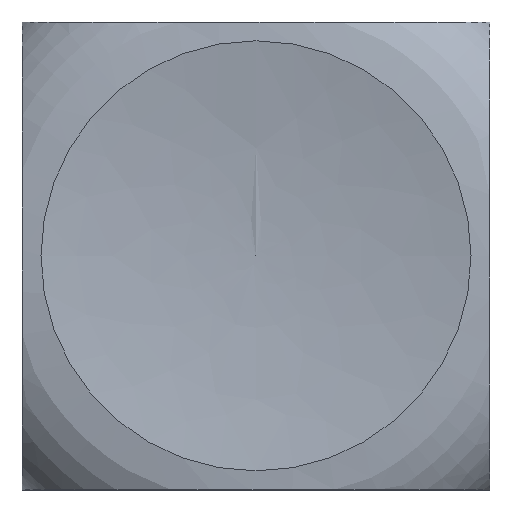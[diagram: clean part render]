
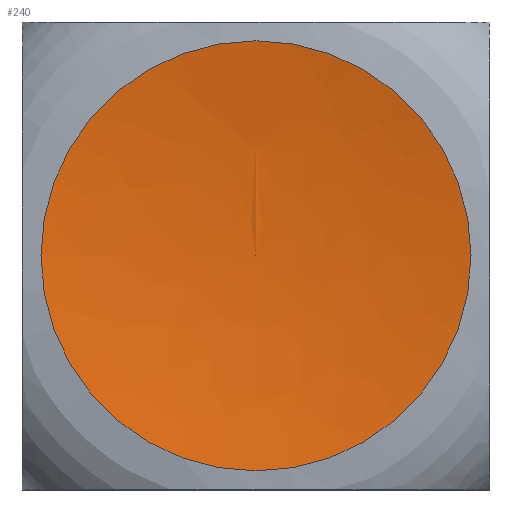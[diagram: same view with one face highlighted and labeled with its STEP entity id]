
A CAD part, top view. The second image highlights one B-rep face of the part: STEP entity #240.
In plain terms, the highlighted free-form (B-spline) face has degree [3, 3] with [4, 7] control points.
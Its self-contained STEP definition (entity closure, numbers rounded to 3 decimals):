
#240 = ADVANCED_FACE( '', ( #500, #501 ), #502, .F. );
#500 = FACE_OUTER_BOUND( '', #779, .T. );
#501 = FACE_BOUND( '', #780, .T. );
#502 = ( BOUNDED_SURFACE(  )B_SPLINE_SURFACE( 3, 3, ( ( #783, #784, #785, #786, #787, #788, #789 ), ( #790, #791, #792, #793, #794, #795, #796 ), ( #797, #798, #799, #800, #801, #802, #803 ), ( #804, #805, #806, #807, #808, #809, #810 ) ), .UNSPECIFIED., .F., .T., .F. )B_SPLINE_SURFACE_WITH_KNOTS( ( 4, 4 ), ( 4, 3, 4 ), ( 0., 6.283 ), ( 1.396, 1.484, 1.571 ), .UNSPECIFIED. )GEOMETRIC_REPRESENTATION_ITEM(  )RATIONAL_B_SPLINE_SURFACE( ( ( 1., 0.333, 0.333, 1., 0.333, 0.333, 1. ), ( 0.997, 0.332, 0.332, 0.997, 0.332, 0.332, 0.997 ), ( 0.997, 0.332, 0.332, 0.997, 0.332, 0.332, 0.997 ), ( 1., 0.333, 0.333, 1., 0.333, 0.333, 1. ) ) )REPRESENTATION_ITEM( '' )SURFACE(  ) );
#779 = EDGE_LOOP( '', ( #1363 ) );
#780 = VERTEX_LOOP( '', #1364 );
#783 = CARTESIAN_POINT( '', ( 0., 0., 5.2 ) );
#784 = CARTESIAN_POINT( '', ( 0., 0., 5.2 ) );
#785 = CARTESIAN_POINT( '', ( 0., 0., 5.2 ) );
#786 = CARTESIAN_POINT( '', ( 0., 0., 5.2 ) );
#787 = CARTESIAN_POINT( '', ( 0., 0., 5.2 ) );
#788 = CARTESIAN_POINT( '', ( 0., 0., 5.2 ) );
#789 = CARTESIAN_POINT( '', ( 0., 0., 5.2 ) );
#790 = CARTESIAN_POINT( '', ( 0., 2.684, 5.2 ) );
#791 = CARTESIAN_POINT( '', ( 5.367, 2.684, 5.2 ) );
#792 = CARTESIAN_POINT( '', ( 5.367, -2.684, 5.2 ) );
#793 = CARTESIAN_POINT( '', ( 0., -2.684, 5.2 ) );
#794 = CARTESIAN_POINT( '', ( -5.367, -2.684, 5.2 ) );
#795 = CARTESIAN_POINT( '', ( -5.367, 2.684, 5.2 ) );
#796 = CARTESIAN_POINT( '', ( 0., 2.684, 5.2 ) );
#797 = CARTESIAN_POINT( '', ( 0., 5.357, 5.434 ) );
#798 = CARTESIAN_POINT( '', ( 10.714, 5.357, 5.434 ) );
#799 = CARTESIAN_POINT( '', ( 10.714, -5.357, 5.434 ) );
#800 = CARTESIAN_POINT( '', ( 0., -5.357, 5.434 ) );
#801 = CARTESIAN_POINT( '', ( -10.714, -5.357, 5.434 ) );
#802 = CARTESIAN_POINT( '', ( -10.714, 5.357, 5.434 ) );
#803 = CARTESIAN_POINT( '', ( 0., 5.357, 5.434 ) );
#804 = CARTESIAN_POINT( '', ( 0., 8., 5.9 ) );
#805 = CARTESIAN_POINT( '', ( 16., 8., 5.9 ) );
#806 = CARTESIAN_POINT( '', ( 16., -8., 5.9 ) );
#807 = CARTESIAN_POINT( '', ( 0., -8., 5.9 ) );
#808 = CARTESIAN_POINT( '', ( -16., -8., 5.9 ) );
#809 = CARTESIAN_POINT( '', ( -16., 8., 5.9 ) );
#810 = CARTESIAN_POINT( '', ( 0., 8., 5.9 ) );
#1363 = ORIENTED_EDGE( '', *, *, #1839, .T. );
#1364 = VERTEX_POINT( '', #1887 );
#1839 = EDGE_CURVE( '', #2242, #2242, #2243, .T. );
#1887 = CARTESIAN_POINT( '', ( 0., 0., 5.2 ) );
#2242 = VERTEX_POINT( '', #2892 );
#2243 = CIRCLE( '', #2893, 8. );
#2892 = CARTESIAN_POINT( '', ( 8., 0., 5.9 ) );
#2893 = AXIS2_PLACEMENT_3D( '', #3267, #3268, #3269 );
#3267 = CARTESIAN_POINT( '', ( 0., 0., 5.9 ) );
#3268 = DIRECTION( '', ( 0., 0., 1. ) );
#3269 = DIRECTION( '', ( 1., 0., 0. ) );
